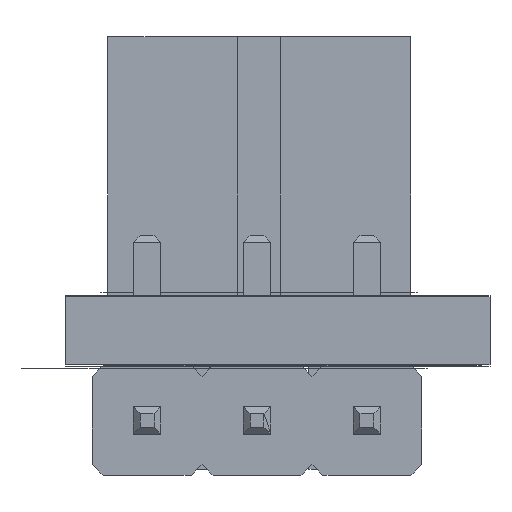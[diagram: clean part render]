
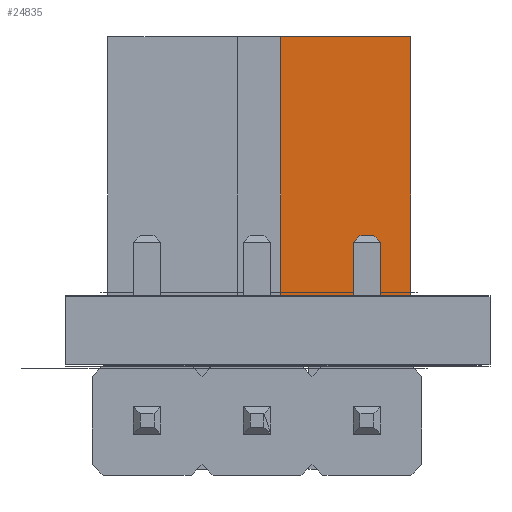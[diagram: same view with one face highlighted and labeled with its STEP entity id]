
A CAD part, front view. The second image highlights one B-rep face of the part: STEP entity #24835.
In plain terms, the highlighted planar face has unit normal (0, -1, 0).
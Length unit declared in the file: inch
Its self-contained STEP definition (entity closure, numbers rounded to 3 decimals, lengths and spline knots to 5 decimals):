
#806=FACE_OUTER_BOUND('',#1793,.T.);
#1793=EDGE_LOOP('',(#18711,#18712,#18713,#18714));
#3341=LINE('',#34279,#7135);
#3350=LINE('',#34297,#7144);
#3351=LINE('',#34299,#7145);
#3352=LINE('',#34300,#7146);
#7135=VECTOR('',#28657,0.23622);
#7144=VECTOR('',#28676,0.11811);
#7145=VECTOR('',#28677,0.23622);
#7146=VECTOR('',#28678,0.11811);
#10277=VERTEX_POINT('',#34276);
#10278=VERTEX_POINT('',#34278);
#10282=VERTEX_POINT('',#34296);
#10283=VERTEX_POINT('',#34298);
#13789=EDGE_CURVE('',#10278,#10277,#3341,.T.);
#13798=EDGE_CURVE('',#10282,#10277,#3350,.T.);
#13799=EDGE_CURVE('',#10283,#10282,#3351,.T.);
#13800=EDGE_CURVE('',#10278,#10283,#3352,.T.);
#18711=ORIENTED_EDGE('',*,*,#13789,.T.);
#18712=ORIENTED_EDGE('',*,*,#13798,.F.);
#18713=ORIENTED_EDGE('',*,*,#13799,.F.);
#18714=ORIENTED_EDGE('',*,*,#13800,.F.);
#22856=PLANE('',#25833);
#24835=ADVANCED_FACE('',(#806),#22856,.F.);
#25833=AXIS2_PLACEMENT_3D('',#34295,#28674,#28675);
#28657=DIRECTION('',(0.,0.,1.));
#28674=DIRECTION('center_axis',(0.,1.,0.));
#28675=DIRECTION('ref_axis',(0.,0.,1.));
#28676=DIRECTION('',(1.,0.,0.));
#28677=DIRECTION('',(0.,0.,1.));
#28678=DIRECTION('',(-1.,0.,0.));
#34276=CARTESIAN_POINT('',(45.5365,-36.69899,-0.04232));
#34278=CARTESIAN_POINT('',(45.5365,-36.69899,-0.27854));
#34279=CARTESIAN_POINT('',(45.5365,-36.69899,-0.27854));
#34295=CARTESIAN_POINT('Origin',(40.7987,-36.69899,-0.31004));
#34296=CARTESIAN_POINT('',(45.41839,-36.69899,-0.04232));
#34297=CARTESIAN_POINT('',(45.41839,-36.69899,-0.04232));
#34298=CARTESIAN_POINT('',(45.41839,-36.69899,-0.27854));
#34299=CARTESIAN_POINT('',(45.41839,-36.69899,-0.27854));
#34300=CARTESIAN_POINT('',(45.5365,-36.69899,-0.27854));
